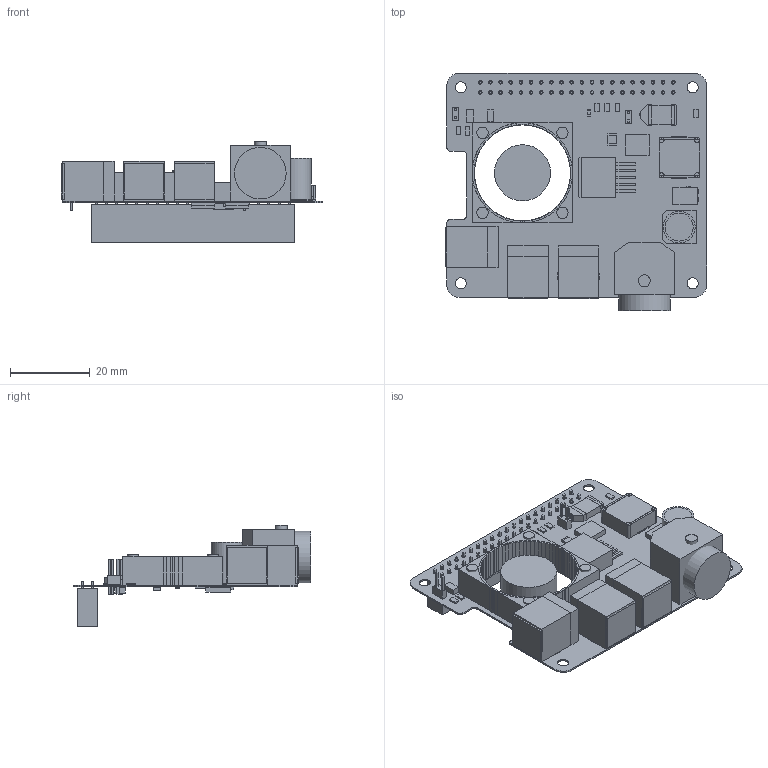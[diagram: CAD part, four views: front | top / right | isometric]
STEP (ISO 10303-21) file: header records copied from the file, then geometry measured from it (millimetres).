
FILE_DESCRIPTION(('Open CASCADE Model'),'2;1');
FILE_NAME('Open CASCADE Shape Model','2023-04-27T18:01:53',('Author'),( 'Open CASCADE'),'Open CASCADE STEP processor 6.8','Open CASCADE 6.8' ,'Unknown');
FILE_SCHEMA(('AUTOMOTIVE_DESIGN { 1 0 10303 214 1 1 1 1 }'));
Length unit declared in the file: millimetre
Products named in the file (138): PCB; Board; J4; 861100736; Extruded; 861100872; Fan_1; 861097336; 861097472; 861097608; 861097744; 861097880; 1054697056; Cylinder; 1054697184; R7; 861100056; R6; UR1; 861101008; 861101144; 861101280; L2; 861101416; L1; 861101552; 861101688; 1054698976; 861101960; D1; 861102096; 861102232; 861102368; 861102504; C25; 861102640; C22; 861102776; 861102912; 861103048 ...
Assembly tree (212 placements, depth 4):
  PCB
    Board
    J4
      861100736
        Extruded
      861100872  x2
        Extruded
    Fan_1
      861097336
        Extruded
      861097472
        Extruded
      861097608
        Extruded
      861097744
        Extruded
      861097880
      1054697056
        Cylinder
      1054697184  x4
        Cylinder
    R7
      861100056
        Extruded
    R6
      861100056
        Extruded
    UR1
      861101008
        Extruded
      861101144
        Extruded
      861101280  x5
        Extruded
    L2
      861101416
        Extruded
    L1
      861101552
        Extruded
      861101688  x2
        Extruded
      1054698976  x4
        Cylinder
      861101960  x2
        Extruded
    D1
      861102096
        Extruded
      861102232  x2
        Extruded
      861102368
        Extruded
      861102504  x2
        Extruded
    C25
      861102640
        Extruded
    C22
      861102776
Bounding box: 65.38 x 59.35 x 25.41 mm (x, y, z)
Volume: 15736.6 mm3; surface area: 19538.7 mm2
Topology: 129 solids, 129 shells, 1135 faces, 2630 edges, 1752 vertices
Faces by surface type: plane 1025, cylinder 110
Full cylindrical faces by diameter (mm): 0.86 x4, 0.9 x40, 1.27 x4, 1.5 x3, 1.62 x3, 1.7 x2, 2.75 x4, 2.8 x8, 3 x1, 7 x1, 8 x1, 12.9 x1, 14 x1, 24 x1
Entity records: 24679 total; most frequent: CARTESIAN_POINT 3876, DIRECTION 3814, ORIENTED_EDGE 3558, EDGE_CURVE 1778, LINE 1570, VECTOR 1570, VERTEX_POINT 1184, AXIS2_PLACEMENT_3D 1122
